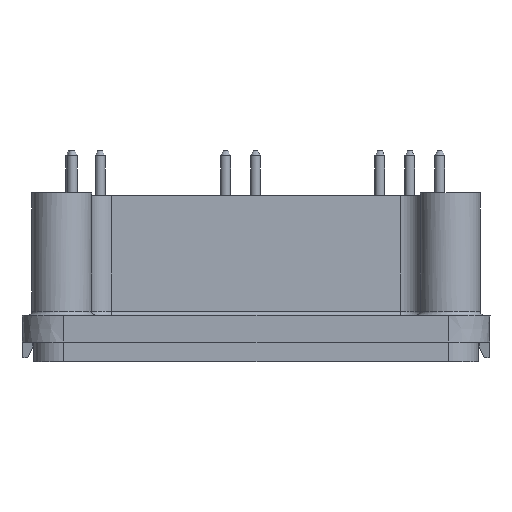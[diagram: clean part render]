
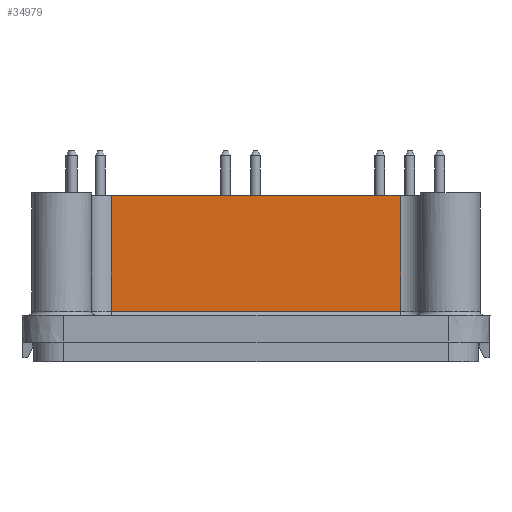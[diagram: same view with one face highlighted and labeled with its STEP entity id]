
A CAD part, left-side view. The second image highlights one B-rep face of the part: STEP entity #34979.
In plain terms, the highlighted planar face has unit normal (-1, 0, 0).
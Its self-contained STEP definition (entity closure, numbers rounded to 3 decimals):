
#4071=ORIENTED_EDGE('',*,*,#11239,.F.);
#4072=ORIENTED_EDGE('',*,*,#11005,.T.);
#4073=ORIENTED_EDGE('',*,*,#11245,.T.);
#4074=ORIENTED_EDGE('',*,*,#11246,.F.);
#11005=EDGE_CURVE('',#14608,#14607,#16756,.T.);
#11239=EDGE_CURVE('',#14608,#14805,#16882,.T.);
#11245=EDGE_CURVE('',#14607,#14808,#16883,.T.);
#11246=EDGE_CURVE('',#14805,#14808,#16884,.T.);
#14607=VERTEX_POINT('',#46780);
#14608=VERTEX_POINT('',#46782);
#14805=VERTEX_POINT('',#47721);
#14808=VERTEX_POINT('',#47733);
#16756=LINE('',#46781,#18306);
#16882=LINE('',#47720,#18432);
#16883=LINE('',#47732,#18433);
#16884=LINE('',#47734,#18434);
#18306=VECTOR('',#39670,1000.);
#18432=VECTOR('',#39934,1000.);
#18433=VECTOR('',#39951,1000.);
#18434=VECTOR('',#39952,1000.);
#19641=EDGE_LOOP('',(#4071,#4072,#4073,#4074));
#21581=FACE_BOUND('',#19641,.T.);
#23422=PLANE('',#36816);
#34979=ADVANCED_FACE('',(#21581),#23422,.F.);
#36816=AXIS2_PLACEMENT_3D('',#47731,#39949,#39950);
#39670=DIRECTION('',(0.,1.,0.));
#39934=DIRECTION('',(0.,0.,-1.));
#39949=DIRECTION('',(1.,0.,0.));
#39950=DIRECTION('',(0.,-1.,0.));
#39951=DIRECTION('',(0.,0.,-1.));
#39952=DIRECTION('',(0.,1.,0.));
#46780=CARTESIAN_POINT('',(-39.5,14.525,13.4));
#46781=CARTESIAN_POINT('',(-39.5,-22.5,13.4));
#46782=CARTESIAN_POINT('',(-39.5,-14.525,13.4));
#47720=CARTESIAN_POINT('',(-39.5,-14.525,61.53));
#47721=CARTESIAN_POINT('',(-39.5,-14.525,1.8));
#47731=CARTESIAN_POINT('',(-39.5,-22.5,61.53));
#47732=CARTESIAN_POINT('',(-39.5,14.525,61.53));
#47733=CARTESIAN_POINT('',(-39.5,14.525,1.8));
#47734=CARTESIAN_POINT('',(-39.5,-22.5,1.8));
